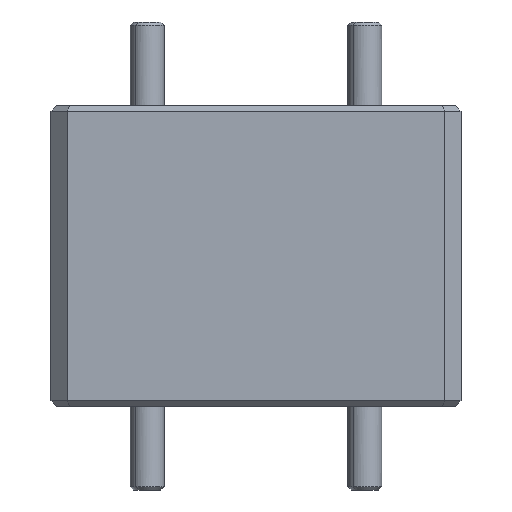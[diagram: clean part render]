
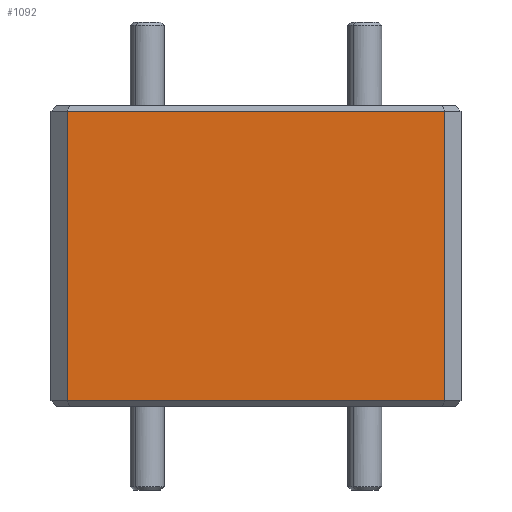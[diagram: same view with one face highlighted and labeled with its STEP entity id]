
A CAD part, left-side view. The second image highlights one B-rep face of the part: STEP entity #1092.
In plain terms, the highlighted planar face has unit normal (-1, 0, 0).
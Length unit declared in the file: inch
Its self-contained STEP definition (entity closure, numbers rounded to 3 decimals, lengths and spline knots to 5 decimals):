
#360 = DIRECTION ( 'NONE',  ( 0., 0., 1. ) ) ;
#576 = VERTEX_POINT ( 'NONE', #5813 ) ;
#795 = CARTESIAN_POINT ( 'NONE',  ( -0.375, 0.345, -0.1075 ) ) ;
#1092 = ADVANCED_FACE ( 'NONE', ( #7803 ), #8612, .F. ) ;
#1436 = ORIENTED_EDGE ( 'NONE', *, *, #6531, .T. ) ;
#1689 = VECTOR ( 'NONE', #360, 39.37008 ) ;
#1733 = EDGE_CURVE ( 'NONE', #2711, #9191, #9141, .T. ) ;
#1920 = EDGE_CURVE ( 'NONE', #9191, #3833, #7115, .T. ) ;
#2336 = VECTOR ( 'NONE', #10238, 39.37008 ) ;
#2609 = CARTESIAN_POINT ( 'NONE',  ( -0.375, 0., 0.2725 ) ) ;
#2711 = VERTEX_POINT ( 'NONE', #10269 ) ;
#3833 = VERTEX_POINT ( 'NONE', #9063 ) ;
#3965 = EDGE_LOOP ( 'NONE', ( #8221, #8387, #8536, #1436 ) ) ;
#4684 = DIRECTION ( 'NONE',  ( 0., 0., -1. ) ) ;
#5486 = LINE ( 'NONE', #7837, #1689 ) ;
#5813 = CARTESIAN_POINT ( 'NONE',  ( -0.375, -0.345, 0.2725 ) ) ;
#5935 = DIRECTION ( 'NONE',  ( 0., 1., 0. ) ) ;
#6531 = EDGE_CURVE ( 'NONE', #576, #2711, #6753, .T. ) ;
#6685 = DIRECTION ( 'NONE',  ( 0., 0., -1. ) ) ;
#6753 = LINE ( 'NONE', #2609, #7063 ) ;
#6979 = CARTESIAN_POINT ( 'NONE',  ( -0.375, -0.375, -0.1075 ) ) ;
#7046 = CARTESIAN_POINT ( 'NONE',  ( -0.375, 0.345, -0.2575 ) ) ;
#7063 = VECTOR ( 'NONE', #5935, 39.37008 ) ;
#7115 = LINE ( 'NONE', #10454, #2336 ) ;
#7185 = AXIS2_PLACEMENT_3D ( 'NONE', #6979, #7852, #4684 ) ;
#7210 = VECTOR ( 'NONE', #6685, 39.37008 ) ;
#7803 = FACE_OUTER_BOUND ( 'NONE', #3965, .T. ) ;
#7837 = CARTESIAN_POINT ( 'NONE',  ( -0.375, -0.345, -0.1075 ) ) ;
#7852 = DIRECTION ( 'NONE',  ( 1., 0., 0. ) ) ;
#8221 = ORIENTED_EDGE ( 'NONE', *, *, #1733, .T. ) ;
#8387 = ORIENTED_EDGE ( 'NONE', *, *, #1920, .T. ) ;
#8536 = ORIENTED_EDGE ( 'NONE', *, *, #8733, .T. ) ;
#8612 = PLANE ( 'NONE',  #7185 ) ;
#8733 = EDGE_CURVE ( 'NONE', #3833, #576, #5486, .T. ) ;
#9063 = CARTESIAN_POINT ( 'NONE',  ( -0.375, -0.345, -0.2575 ) ) ;
#9141 = LINE ( 'NONE', #795, #7210 ) ;
#9191 = VERTEX_POINT ( 'NONE', #7046 ) ;
#10238 = DIRECTION ( 'NONE',  ( 0., -1., 0. ) ) ;
#10269 = CARTESIAN_POINT ( 'NONE',  ( -0.375, 0.345, 0.2725 ) ) ;
#10454 = CARTESIAN_POINT ( 'NONE',  ( -0.375, -0.345, -0.2575 ) ) ;
